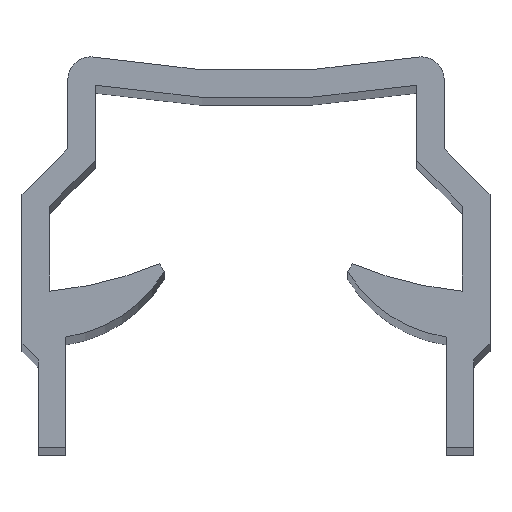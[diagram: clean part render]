
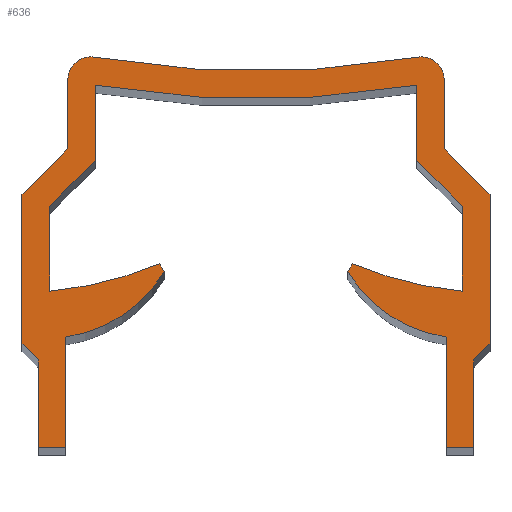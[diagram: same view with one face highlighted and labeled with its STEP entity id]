
A CAD part, top view. The second image highlights one B-rep face of the part: STEP entity #636.
In plain terms, the highlighted planar face has unit normal (0, 0, 1).
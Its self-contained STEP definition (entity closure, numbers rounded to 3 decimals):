
#54=FACE_OUTER_BOUND('',#86,.T.);
#86=EDGE_LOOP('',(#432,#433,#434,#435,#436,#437,#438,#439,#440,#441,#442,
#443,#444,#445,#446,#447,#448,#449,#450,#451,#452,#453,#454,#455,#456,#457,
#458,#459,#460,#461));
#118=CIRCLE('',#689,3.);
#119=CIRCLE('',#690,8.);
#120=CIRCLE('',#691,20.6);
#121=CIRCLE('',#692,8.);
#122=CIRCLE('',#693,3.);
#123=CIRCLE('',#694,0.5);
#124=CIRCLE('',#695,20.);
#125=CIRCLE('',#696,0.5);
#134=LINE('',#912,#208);
#135=LINE('',#914,#209);
#136=LINE('',#916,#210);
#137=LINE('',#918,#211);
#138=LINE('',#920,#212);
#139=LINE('',#922,#213);
#140=LINE('',#924,#214);
#141=LINE('',#928,#215);
#142=LINE('',#932,#216);
#143=LINE('',#934,#217);
#144=LINE('',#936,#218);
#145=LINE('',#940,#219);
#146=LINE('',#942,#220);
#147=LINE('',#944,#221);
#148=LINE('',#948,#222);
#149=LINE('',#952,#223);
#150=LINE('',#954,#224);
#151=LINE('',#956,#225);
#152=LINE('',#958,#226);
#153=LINE('',#960,#227);
#154=LINE('',#962,#228);
#155=LINE('',#964,#229);
#208=VECTOR('',#740,10.);
#209=VECTOR('',#741,10.);
#210=VECTOR('',#742,10.);
#211=VECTOR('',#743,10.);
#212=VECTOR('',#744,10.);
#213=VECTOR('',#745,10.);
#214=VECTOR('',#746,10.);
#215=VECTOR('',#749,10.);
#216=VECTOR('',#752,10.);
#217=VECTOR('',#753,10.);
#218=VECTOR('',#754,10.);
#219=VECTOR('',#757,10.);
#220=VECTOR('',#758,10.);
#221=VECTOR('',#759,10.);
#222=VECTOR('',#762,10.);
#223=VECTOR('',#765,10.);
#224=VECTOR('',#766,10.);
#225=VECTOR('',#767,10.);
#226=VECTOR('',#768,10.);
#227=VECTOR('',#769,10.);
#228=VECTOR('',#770,10.);
#229=VECTOR('',#771,10.);
#282=VERTEX_POINT('',#910);
#283=VERTEX_POINT('',#911);
#284=VERTEX_POINT('',#913);
#285=VERTEX_POINT('',#915);
#286=VERTEX_POINT('',#917);
#287=VERTEX_POINT('',#919);
#288=VERTEX_POINT('',#921);
#289=VERTEX_POINT('',#923);
#290=VERTEX_POINT('',#925);
#291=VERTEX_POINT('',#927);
#292=VERTEX_POINT('',#929);
#293=VERTEX_POINT('',#931);
#294=VERTEX_POINT('',#933);
#295=VERTEX_POINT('',#935);
#296=VERTEX_POINT('',#937);
#297=VERTEX_POINT('',#939);
#298=VERTEX_POINT('',#941);
#299=VERTEX_POINT('',#943);
#300=VERTEX_POINT('',#945);
#301=VERTEX_POINT('',#947);
#302=VERTEX_POINT('',#949);
#303=VERTEX_POINT('',#951);
#304=VERTEX_POINT('',#953);
#305=VERTEX_POINT('',#955);
#306=VERTEX_POINT('',#957);
#307=VERTEX_POINT('',#959);
#308=VERTEX_POINT('',#961);
#309=VERTEX_POINT('',#963);
#310=VERTEX_POINT('',#965);
#311=VERTEX_POINT('',#967);
#342=EDGE_CURVE('',#282,#283,#134,.T.);
#343=EDGE_CURVE('',#283,#284,#135,.T.);
#344=EDGE_CURVE('',#284,#285,#136,.T.);
#345=EDGE_CURVE('',#285,#286,#137,.T.);
#346=EDGE_CURVE('',#286,#287,#138,.T.);
#347=EDGE_CURVE('',#287,#288,#139,.T.);
#348=EDGE_CURVE('',#288,#289,#140,.T.);
#349=EDGE_CURVE('',#289,#290,#118,.T.);
#350=EDGE_CURVE('',#290,#291,#141,.T.);
#351=EDGE_CURVE('',#291,#292,#119,.T.);
#352=EDGE_CURVE('',#292,#293,#142,.T.);
#353=EDGE_CURVE('',#293,#294,#143,.T.);
#354=EDGE_CURVE('',#294,#295,#144,.T.);
#355=EDGE_CURVE('',#295,#296,#120,.T.);
#356=EDGE_CURVE('',#296,#297,#145,.T.);
#357=EDGE_CURVE('',#297,#298,#146,.T.);
#358=EDGE_CURVE('',#298,#299,#147,.T.);
#359=EDGE_CURVE('',#299,#300,#121,.T.);
#360=EDGE_CURVE('',#300,#301,#148,.T.);
#361=EDGE_CURVE('',#301,#302,#122,.T.);
#362=EDGE_CURVE('',#302,#303,#149,.T.);
#363=EDGE_CURVE('',#303,#304,#150,.T.);
#364=EDGE_CURVE('',#304,#305,#151,.T.);
#365=EDGE_CURVE('',#305,#306,#152,.T.);
#366=EDGE_CURVE('',#306,#307,#153,.T.);
#367=EDGE_CURVE('',#307,#308,#154,.T.);
#368=EDGE_CURVE('',#308,#309,#155,.T.);
#369=EDGE_CURVE('',#309,#310,#123,.T.);
#370=EDGE_CURVE('',#310,#311,#124,.T.);
#371=EDGE_CURVE('',#311,#282,#125,.T.);
#432=ORIENTED_EDGE('',*,*,#342,.T.);
#433=ORIENTED_EDGE('',*,*,#343,.T.);
#434=ORIENTED_EDGE('',*,*,#344,.T.);
#435=ORIENTED_EDGE('',*,*,#345,.T.);
#436=ORIENTED_EDGE('',*,*,#346,.T.);
#437=ORIENTED_EDGE('',*,*,#347,.T.);
#438=ORIENTED_EDGE('',*,*,#348,.T.);
#439=ORIENTED_EDGE('',*,*,#349,.T.);
#440=ORIENTED_EDGE('',*,*,#350,.T.);
#441=ORIENTED_EDGE('',*,*,#351,.T.);
#442=ORIENTED_EDGE('',*,*,#352,.T.);
#443=ORIENTED_EDGE('',*,*,#353,.T.);
#444=ORIENTED_EDGE('',*,*,#354,.T.);
#445=ORIENTED_EDGE('',*,*,#355,.T.);
#446=ORIENTED_EDGE('',*,*,#356,.T.);
#447=ORIENTED_EDGE('',*,*,#357,.T.);
#448=ORIENTED_EDGE('',*,*,#358,.T.);
#449=ORIENTED_EDGE('',*,*,#359,.T.);
#450=ORIENTED_EDGE('',*,*,#360,.T.);
#451=ORIENTED_EDGE('',*,*,#361,.T.);
#452=ORIENTED_EDGE('',*,*,#362,.T.);
#453=ORIENTED_EDGE('',*,*,#363,.T.);
#454=ORIENTED_EDGE('',*,*,#364,.T.);
#455=ORIENTED_EDGE('',*,*,#365,.T.);
#456=ORIENTED_EDGE('',*,*,#366,.T.);
#457=ORIENTED_EDGE('',*,*,#367,.T.);
#458=ORIENTED_EDGE('',*,*,#368,.T.);
#459=ORIENTED_EDGE('',*,*,#369,.T.);
#460=ORIENTED_EDGE('',*,*,#370,.T.);
#461=ORIENTED_EDGE('',*,*,#371,.T.);
#612=PLANE('',#688);
#636=ADVANCED_FACE('',(#54),#612,.T.);
#688=AXIS2_PLACEMENT_3D('',#909,#738,#739);
#689=AXIS2_PLACEMENT_3D('',#926,#747,#748);
#690=AXIS2_PLACEMENT_3D('',#930,#750,#751);
#691=AXIS2_PLACEMENT_3D('',#938,#755,#756);
#692=AXIS2_PLACEMENT_3D('',#946,#760,#761);
#693=AXIS2_PLACEMENT_3D('',#950,#763,#764);
#694=AXIS2_PLACEMENT_3D('',#966,#772,#773);
#695=AXIS2_PLACEMENT_3D('',#968,#774,#775);
#696=AXIS2_PLACEMENT_3D('',#969,#776,#777);
#738=DIRECTION('center_axis',(0.,0.,1.));
#739=DIRECTION('ref_axis',(1.,0.,0.));
#740=DIRECTION('',(0.,-1.,0.));
#741=DIRECTION('',(-0.707,-0.707,0.));
#742=DIRECTION('',(0.,-1.,0.));
#743=DIRECTION('',(0.707,-0.707,0.));
#744=DIRECTION('',(0.,-1.,0.));
#745=DIRECTION('',(1.,0.,0.));
#746=DIRECTION('',(0.,1.,0.));
#747=DIRECTION('center_axis',(0.,0.,1.));
#748=DIRECTION('ref_axis',(0.141,-0.99,0.));
#749=DIRECTION('',(-0.5,0.866,0.));
#750=DIRECTION('center_axis',(0.,0.,-1.));
#751=DIRECTION('ref_axis',(-0.09,0.996,0.));
#752=DIRECTION('',(0.,1.,0.));
#753=DIRECTION('',(0.707,0.707,0.));
#754=DIRECTION('',(0.,1.,0.));
#755=DIRECTION('center_axis',(0.,0.,1.));
#756=DIRECTION('ref_axis',(-0.17,-0.985,0.));
#757=DIRECTION('',(0.,-1.,0.));
#758=DIRECTION('',(0.707,-0.707,0.));
#759=DIRECTION('',(0.,-1.,0.));
#760=DIRECTION('center_axis',(0.,0.,-1.));
#761=DIRECTION('ref_axis',(0.39,0.921,0.));
#762=DIRECTION('',(-0.5,-0.866,0.));
#763=DIRECTION('center_axis',(0.,0.,1.));
#764=DIRECTION('ref_axis',(-0.858,-0.514,0.));
#765=DIRECTION('',(0.,-1.,0.));
#766=DIRECTION('',(1.,0.,0.));
#767=DIRECTION('',(0.,1.,0.));
#768=DIRECTION('',(0.707,0.707,0.));
#769=DIRECTION('',(0.,1.,0.));
#770=DIRECTION('',(-0.707,0.707,0.));
#771=DIRECTION('',(0.,1.,0.));
#772=DIRECTION('center_axis',(0.,0.,1.));
#773=DIRECTION('ref_axis',(1.,0.,0.));
#774=DIRECTION('center_axis',(0.,0.,-1.));
#775=DIRECTION('ref_axis',(0.176,0.984,0.));
#776=DIRECTION('center_axis',(0.,0.,1.));
#777=DIRECTION('ref_axis',(0.176,0.984,0.));
#909=CARTESIAN_POINT('Origin',(0.,-23.935,100.));
#910=CARTESIAN_POINT('',(-4.1,-20.181,100.));
#911=CARTESIAN_POINT('',(-4.1,-21.689,100.));
#912=CARTESIAN_POINT('',(-4.1,-20.181,100.));
#913=CARTESIAN_POINT('',(-5.1,-22.689,100.));
#914=CARTESIAN_POINT('',(-4.1,-21.689,100.));
#915=CARTESIAN_POINT('',(-5.1,-25.939,100.));
#916=CARTESIAN_POINT('',(-5.1,-22.689,100.));
#917=CARTESIAN_POINT('',(-4.75,-26.289,100.));
#918=CARTESIAN_POINT('',(-5.1,-25.939,100.));
#919=CARTESIAN_POINT('',(-4.75,-28.189,100.));
#920=CARTESIAN_POINT('',(-4.75,-26.289,100.));
#921=CARTESIAN_POINT('',(-4.15,-28.189,100.));
#922=CARTESIAN_POINT('',(-4.75,-28.189,100.));
#923=CARTESIAN_POINT('',(-4.15,-25.789,100.));
#924=CARTESIAN_POINT('',(-4.15,-28.189,100.));
#925=CARTESIAN_POINT('',(-2.,-24.362,100.));
#926=CARTESIAN_POINT('Origin',(-4.573,-22.819,100.));
#927=CARTESIAN_POINT('',(-2.1,-24.189,100.));
#928=CARTESIAN_POINT('',(-2.,-24.362,100.));
#929=CARTESIAN_POINT('',(-4.5,-24.789,100.));
#930=CARTESIAN_POINT('Origin',(-5.217,-16.821,100.));
#931=CARTESIAN_POINT('',(-4.5,-22.938,100.));
#932=CARTESIAN_POINT('',(-4.5,-24.789,100.));
#933=CARTESIAN_POINT('',(-3.5,-21.938,100.));
#934=CARTESIAN_POINT('',(-4.5,-22.938,100.));
#935=CARTESIAN_POINT('',(-3.5,-20.3,100.));
#936=CARTESIAN_POINT('',(-3.5,-21.938,100.));
#937=CARTESIAN_POINT('',(3.5,-20.3,100.));
#938=CARTESIAN_POINT('Origin',(0.,0.,100.));
#939=CARTESIAN_POINT('',(3.5,-21.938,100.));
#940=CARTESIAN_POINT('',(3.5,-20.3,100.));
#941=CARTESIAN_POINT('',(4.5,-22.938,100.));
#942=CARTESIAN_POINT('',(3.5,-21.938,100.));
#943=CARTESIAN_POINT('',(4.5,-24.789,100.));
#944=CARTESIAN_POINT('',(4.5,-22.938,100.));
#945=CARTESIAN_POINT('',(2.1,-24.189,100.));
#946=CARTESIAN_POINT('Origin',(5.217,-16.821,100.));
#947=CARTESIAN_POINT('',(2.,-24.362,100.));
#948=CARTESIAN_POINT('',(2.1,-24.189,100.));
#949=CARTESIAN_POINT('',(4.15,-25.789,100.));
#950=CARTESIAN_POINT('Origin',(4.573,-22.819,100.));
#951=CARTESIAN_POINT('',(4.15,-28.189,100.));
#952=CARTESIAN_POINT('',(4.15,-25.789,100.));
#953=CARTESIAN_POINT('',(4.75,-28.189,100.));
#954=CARTESIAN_POINT('',(4.15,-28.189,100.));
#955=CARTESIAN_POINT('',(4.75,-26.289,100.));
#956=CARTESIAN_POINT('',(4.75,-28.189,100.));
#957=CARTESIAN_POINT('',(5.1,-25.939,100.));
#958=CARTESIAN_POINT('',(4.75,-26.289,100.));
#959=CARTESIAN_POINT('',(5.1,-22.689,100.));
#960=CARTESIAN_POINT('',(5.1,-25.939,100.));
#961=CARTESIAN_POINT('',(4.1,-21.689,100.));
#962=CARTESIAN_POINT('',(5.1,-22.689,100.));
#963=CARTESIAN_POINT('',(4.1,-20.181,100.));
#964=CARTESIAN_POINT('',(4.1,-21.689,100.));
#965=CARTESIAN_POINT('',(3.512,-19.689,100.));
#966=CARTESIAN_POINT('Origin',(3.6,-20.181,100.));
#967=CARTESIAN_POINT('',(-3.512,-19.689,100.));
#968=CARTESIAN_POINT('Origin',(0.,0.,100.));
#969=CARTESIAN_POINT('Origin',(-3.6,-20.181,100.));
